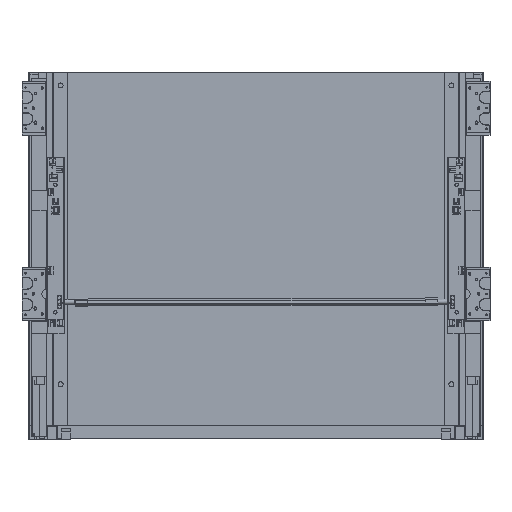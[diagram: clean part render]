
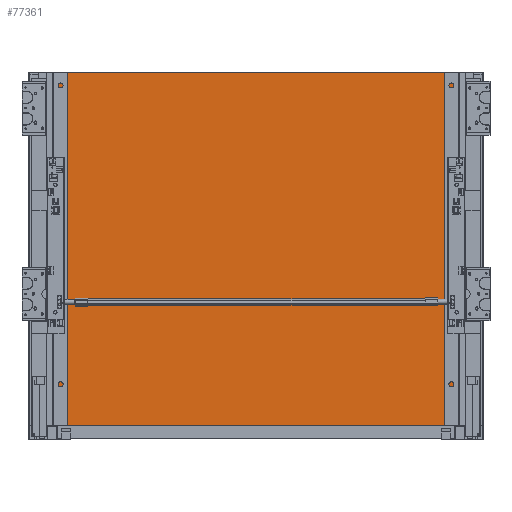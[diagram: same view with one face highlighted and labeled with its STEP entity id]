
A CAD part, front view. The second image highlights one B-rep face of the part: STEP entity #77361.
In plain terms, the highlighted planar face has unit normal (0, -1, 0).
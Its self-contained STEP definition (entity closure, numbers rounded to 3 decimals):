
#5999=FACE_OUTER_BOUND('',#10195,.T.);
#10195=EDGE_LOOP('',(#65681,#65682,#65683,#65684));
#18995=LINE('',#202098,#28115);
#18996=LINE('',#202100,#28116);
#18997=LINE('',#202102,#28117);
#18998=LINE('',#202103,#28118);
#28115=VECTOR('',#99950,10.);
#28116=VECTOR('',#99951,10.);
#28117=VECTOR('',#99952,10.);
#28118=VECTOR('',#99953,10.);
#35151=VERTEX_POINT('',#202096);
#35152=VERTEX_POINT('',#202097);
#35153=VERTEX_POINT('',#202099);
#35154=VERTEX_POINT('',#202101);
#45397=EDGE_CURVE('',#35151,#35152,#18995,.T.);
#45398=EDGE_CURVE('',#35151,#35153,#18996,.T.);
#45399=EDGE_CURVE('',#35154,#35153,#18997,.T.);
#45400=EDGE_CURVE('',#35152,#35154,#18998,.T.);
#65681=ORIENTED_EDGE('',*,*,#45397,.F.);
#65682=ORIENTED_EDGE('',*,*,#45398,.T.);
#65683=ORIENTED_EDGE('',*,*,#45399,.F.);
#65684=ORIENTED_EDGE('',*,*,#45400,.F.);
#69860=PLANE('',#82138);
#77361=ADVANCED_FACE('',(#5999),#69860,.T.);
#82138=AXIS2_PLACEMENT_3D('',#202095,#99948,#99949);
#99948=DIRECTION('center_axis',(0.,-1.,0.));
#99949=DIRECTION('ref_axis',(-1.,0.,0.));
#99950=DIRECTION('',(1.,0.,0.));
#99951=DIRECTION('',(0.,0.,-1.));
#99952=DIRECTION('',(-1.,0.,0.));
#99953=DIRECTION('',(0.,0.,-1.));
#202095=CARTESIAN_POINT('Origin',(-262.257,16.703,228.358));
#202096=CARTESIAN_POINT('',(-751.257,16.703,228.358));
#202097=CARTESIAN_POINT('',(-262.257,16.703,228.358));
#202098=CARTESIAN_POINT('',(-751.257,16.703,228.358));
#202099=CARTESIAN_POINT('',(-751.257,16.703,-197.642));
#202100=CARTESIAN_POINT('',(-751.257,16.703,228.358));
#202101=CARTESIAN_POINT('',(-262.257,16.703,-197.642));
#202102=CARTESIAN_POINT('',(-751.257,16.703,-197.642));
#202103=CARTESIAN_POINT('',(-262.257,16.703,228.358));
